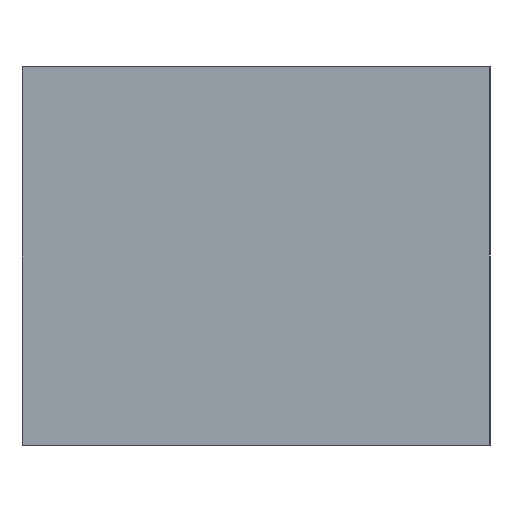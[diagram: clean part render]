
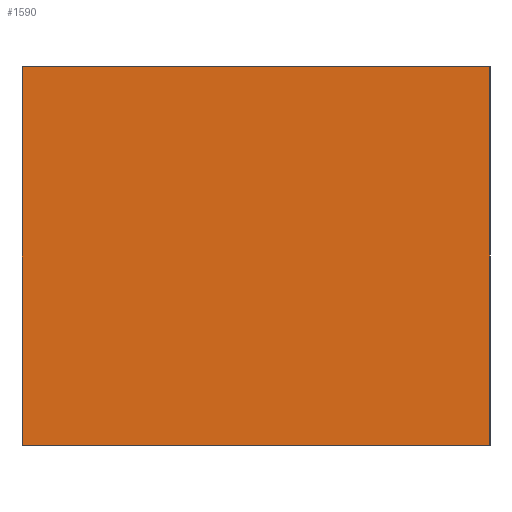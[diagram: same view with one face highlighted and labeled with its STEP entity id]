
A CAD part, left-side view. The second image highlights one B-rep face of the part: STEP entity #1590.
In plain terms, the highlighted planar face has unit normal (-1, 0, 0).
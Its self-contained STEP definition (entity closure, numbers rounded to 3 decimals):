
#155=FACE_OUTER_BOUND('',#262,.T.);
#262=EDGE_LOOP('',(#1306,#1307,#1308,#1309));
#377=LINE('',#2346,#559);
#412=LINE('',#2460,#594);
#447=LINE('',#2540,#629);
#448=LINE('',#2541,#630);
#559=VECTOR('',#1869,10.);
#594=VECTOR('',#1982,10.);
#629=VECTOR('',#2049,10.);
#630=VECTOR('',#2050,10.);
#735=VERTEX_POINT('',#2340);
#737=VERTEX_POINT('',#2344);
#777=VERTEX_POINT('',#2458);
#806=VERTEX_POINT('',#2539);
#895=EDGE_CURVE('',#735,#737,#377,.T.);
#951=EDGE_CURVE('',#737,#777,#412,.T.);
#989=EDGE_CURVE('',#777,#806,#447,.T.);
#990=EDGE_CURVE('',#806,#735,#448,.T.);
#1306=ORIENTED_EDGE('',*,*,#989,.T.);
#1307=ORIENTED_EDGE('',*,*,#990,.T.);
#1308=ORIENTED_EDGE('',*,*,#895,.T.);
#1309=ORIENTED_EDGE('',*,*,#951,.T.);
#1517=PLANE('',#1717);
#1590=ADVANCED_FACE('',(#155),#1517,.T.);
#1717=AXIS2_PLACEMENT_3D('',#2538,#2047,#2048);
#1869=DIRECTION('',(0.,0.,-1.));
#1982=DIRECTION('',(0.,-1.,0.));
#2047=DIRECTION('center_axis',(-1.,0.,0.));
#2048=DIRECTION('ref_axis',(0.,0.,
1.));
#2049=DIRECTION('',(0.,0.,1.));
#2050=DIRECTION('',(0.,1.,0.));
#2340=CARTESIAN_POINT('',(-32.,207.85,-165.421));
#2344=CARTESIAN_POINT('',(-32.,207.85,-192.421));
#2346=CARTESIAN_POINT('',(-32.,207.85,-178.921));
#2458=CARTESIAN_POINT('',(-32.,174.45,-192.421));
#2460=CARTESIAN_POINT('',(-32.,193.85,-192.421));
#2538=CARTESIAN_POINT('Origin',(-32.,193.85,-178.921));
#2539=CARTESIAN_POINT('',(-32.,174.45,-165.421));
#2540=CARTESIAN_POINT('',(-32.,174.45,-178.921));
#2541=CARTESIAN_POINT('',(-32.,179.85,-165.421));
